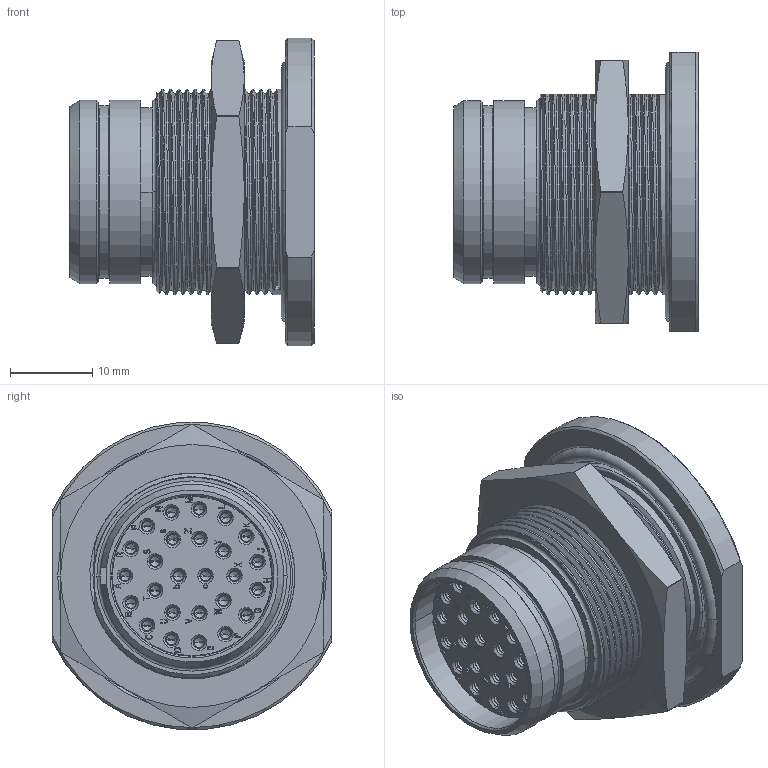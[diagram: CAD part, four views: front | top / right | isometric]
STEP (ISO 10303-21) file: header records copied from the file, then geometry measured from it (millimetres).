
FILE_DESCRIPTION((''),'2;1');
FILE_NAME('1332EV426FZ','2024-07-26T14:26:19',('paultorloting'),('NET AG system integration'),'CREO PARAMETRIC BY PTC INC, 2021404','CREO PARAMETRIC BY PTC INC, 2021404','');
FILE_SCHEMA(('AUTOMOTIVE_DESIGN { 1 0 10303 214 1 1 1 1 }'));
Products named in the file (1): 1332EV426FZ
Bounding box: 29.7 x 34 x 37.36 mm (x, y, z)
Volume: 10579.6 mm3; surface area: 14088.5 mm2
Topology: 1 solids, 1 shells, 2461 faces, 6357 edges, 4061 vertices
Faces by surface type: plane 1317, cylinder 615, torus 284, cone 190, bspline 55
Entity records: 102927 total; most frequent: CARTESIAN_POINT 26457, DIRECTION 12693, ORIENTED_EDGE 12610, EDGE_CURVE 6305, AXIS2_PLACEMENT_3D 4546, VERTEX_POINT 4061, VECTOR 3598, LINE 3598
